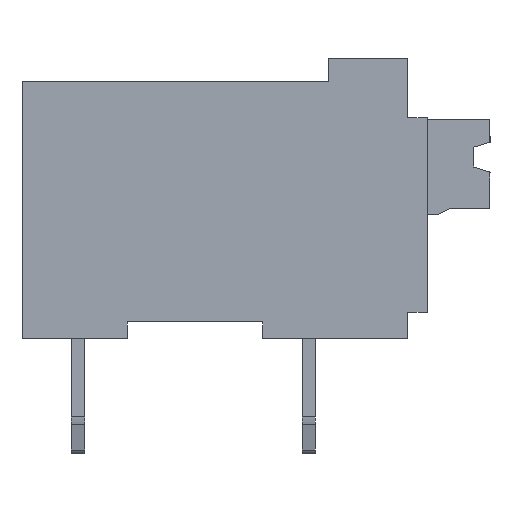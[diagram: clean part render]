
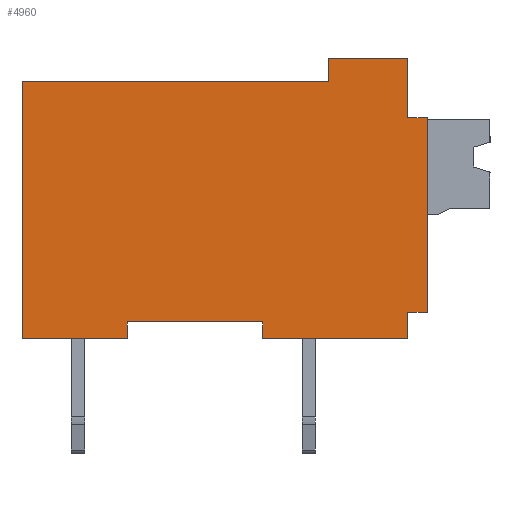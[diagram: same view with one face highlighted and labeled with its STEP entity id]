
A CAD part, left-side view. The second image highlights one B-rep face of the part: STEP entity #4960.
In plain terms, the highlighted planar face has unit normal (-1, 0, 0).
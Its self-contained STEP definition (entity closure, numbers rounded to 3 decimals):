
#4518 = VERTEX_POINT('',#4519);
#4519 = CARTESIAN_POINT('',(-10.85,-7.1,6.75));
#4536 = VERTEX_POINT('',#4537);
#4537 = CARTESIAN_POINT('',(-10.85,-6.5,6.75));
#4543 = EDGE_CURVE('',#4536,#4518,#4544,.T.);
#4544 = LINE('',#4545,#4546);
#4545 = CARTESIAN_POINT('',(-10.85,-6.5,6.75));
#4546 = VECTOR('',#4547,1.);
#4547 = DIRECTION('',(0.,-1.,0.));
#4807 = VERTEX_POINT('',#4808);
#4808 = CARTESIAN_POINT('',(-10.85,-6.5,8.55));
#4814 = EDGE_CURVE('',#4807,#4536,#4815,.T.);
#4815 = LINE('',#4816,#4817);
#4816 = CARTESIAN_POINT('',(-10.85,-6.5,8.55));
#4817 = VECTOR('',#4818,1.);
#4818 = DIRECTION('',(0.,0.,-1.));
#4838 = VERTEX_POINT('',#4839);
#4839 = CARTESIAN_POINT('',(-10.85,-4.1,8.55));
#4845 = EDGE_CURVE('',#4838,#4807,#4846,.T.);
#4846 = LINE('',#4847,#4848);
#4847 = CARTESIAN_POINT('',(-10.85,-4.1,8.55));
#4848 = VECTOR('',#4849,1.);
#4849 = DIRECTION('',(0.,-1.,0.));
#4860 = VERTEX_POINT('',#4861);
#4861 = CARTESIAN_POINT('',(-10.85,5.2,0.05));
#4879 = VERTEX_POINT('',#4880);
#4880 = CARTESIAN_POINT('',(-10.85,2.,0.05));
#4886 = EDGE_CURVE('',#4879,#4860,#4887,.T.);
#4887 = LINE('',#4888,#4889);
#4888 = CARTESIAN_POINT('',(-10.85,2.,0.05));
#4889 = VECTOR('',#4890,1.);
#4890 = DIRECTION('',(0.,1.,0.));
#4901 = VERTEX_POINT('',#4902);
#4902 = CARTESIAN_POINT('',(-10.85,-7.1,0.85));
#4950 = EDGE_CURVE('',#4518,#4901,#4951,.T.);
#4951 = LINE('',#4952,#4953);
#4952 = CARTESIAN_POINT('',(-10.85,-7.1,6.75));
#4953 = VECTOR('',#4954,1.);
#4954 = DIRECTION('',(0.,0.,-1.));
#4960 = ADVANCED_FACE('',(#4961),#5036,.T.);
#4961 = FACE_BOUND('',#4962,.T.);
#4962 = EDGE_LOOP('',(#4963,#4964,#4965,#4973,#4981,#4987,#4988,#4996,
    #5004,#5012,#5020,#5028,#5034,#5035));
#4963 = ORIENTED_EDGE('',*,*,#4814,.F.);
#4964 = ORIENTED_EDGE('',*,*,#4845,.F.);
#4965 = ORIENTED_EDGE('',*,*,#4966,.F.);
#4966 = EDGE_CURVE('',#4967,#4838,#4969,.T.);
#4967 = VERTEX_POINT('',#4968);
#4968 = CARTESIAN_POINT('',(-10.85,-4.1,7.85));
#4969 = LINE('',#4970,#4971);
#4970 = CARTESIAN_POINT('',(-10.85,-4.1,7.85));
#4971 = VECTOR('',#4972,1.);
#4972 = DIRECTION('',(0.,0.,1.));
#4973 = ORIENTED_EDGE('',*,*,#4974,.F.);
#4974 = EDGE_CURVE('',#4975,#4967,#4977,.T.);
#4975 = VERTEX_POINT('',#4976);
#4976 = CARTESIAN_POINT('',(-10.85,5.2,7.85));
#4977 = LINE('',#4978,#4979);
#4978 = CARTESIAN_POINT('',(-10.85,5.2,7.85));
#4979 = VECTOR('',#4980,1.);
#4980 = DIRECTION('',(0.,-1.,0.));
#4981 = ORIENTED_EDGE('',*,*,#4982,.F.);
#4982 = EDGE_CURVE('',#4860,#4975,#4983,.T.);
#4983 = LINE('',#4984,#4985);
#4984 = CARTESIAN_POINT('',(-10.85,5.2,0.05));
#4985 = VECTOR('',#4986,1.);
#4986 = DIRECTION('',(0.,0.,1.));
#4987 = ORIENTED_EDGE('',*,*,#4886,.F.);
#4988 = ORIENTED_EDGE('',*,*,#4989,.F.);
#4989 = EDGE_CURVE('',#4990,#4879,#4992,.T.);
#4990 = VERTEX_POINT('',#4991);
#4991 = CARTESIAN_POINT('',(-10.85,2.,0.55));
#4992 = LINE('',#4993,#4994);
#4993 = CARTESIAN_POINT('',(-10.85,2.,0.55));
#4994 = VECTOR('',#4995,1.);
#4995 = DIRECTION('',(0.,0.,-1.));
#4996 = ORIENTED_EDGE('',*,*,#4997,.F.);
#4997 = EDGE_CURVE('',#4998,#4990,#5000,.T.);
#4998 = VERTEX_POINT('',#4999);
#4999 = CARTESIAN_POINT('',(-10.85,-2.1,0.55));
#5000 = LINE('',#5001,#5002);
#5001 = CARTESIAN_POINT('',(-10.85,-2.1,0.55));
#5002 = VECTOR('',#5003,1.);
#5003 = DIRECTION('',(0.,1.,0.));
#5004 = ORIENTED_EDGE('',*,*,#5005,.F.);
#5005 = EDGE_CURVE('',#5006,#4998,#5008,.T.);
#5006 = VERTEX_POINT('',#5007);
#5007 = CARTESIAN_POINT('',(-10.85,-2.1,0.05));
#5008 = LINE('',#5009,#5010);
#5009 = CARTESIAN_POINT('',(-10.85,-2.1,0.05));
#5010 = VECTOR('',#5011,1.);
#5011 = DIRECTION('',(0.,0.,1.));
#5012 = ORIENTED_EDGE('',*,*,#5013,.F.);
#5013 = EDGE_CURVE('',#5014,#5006,#5016,.T.);
#5014 = VERTEX_POINT('',#5015);
#5015 = CARTESIAN_POINT('',(-10.85,-6.5,0.05));
#5016 = LINE('',#5017,#5018);
#5017 = CARTESIAN_POINT('',(-10.85,-6.5,0.05));
#5018 = VECTOR('',#5019,1.);
#5019 = DIRECTION('',(0.,1.,0.));
#5020 = ORIENTED_EDGE('',*,*,#5021,.F.);
#5021 = EDGE_CURVE('',#5022,#5014,#5024,.T.);
#5022 = VERTEX_POINT('',#5023);
#5023 = CARTESIAN_POINT('',(-10.85,-6.5,0.85));
#5024 = LINE('',#5025,#5026);
#5025 = CARTESIAN_POINT('',(-10.85,-6.5,0.85));
#5026 = VECTOR('',#5027,1.);
#5027 = DIRECTION('',(0.,0.,-1.));
#5028 = ORIENTED_EDGE('',*,*,#5029,.F.);
#5029 = EDGE_CURVE('',#4901,#5022,#5030,.T.);
#5030 = LINE('',#5031,#5032);
#5031 = CARTESIAN_POINT('',(-10.85,-7.1,0.85));
#5032 = VECTOR('',#5033,1.);
#5033 = DIRECTION('',(0.,1.,0.));
#5034 = ORIENTED_EDGE('',*,*,#4950,.F.);
#5035 = ORIENTED_EDGE('',*,*,#4543,.F.);
#5036 = PLANE('',#5037);
#5037 = AXIS2_PLACEMENT_3D('',#5038,#5039,#5040);
#5038 = CARTESIAN_POINT('',(-10.85,-0.95,4.2));
#5039 = DIRECTION('',(-1.,0.,0.));
#5040 = DIRECTION('',(0.,0.,-1.));
